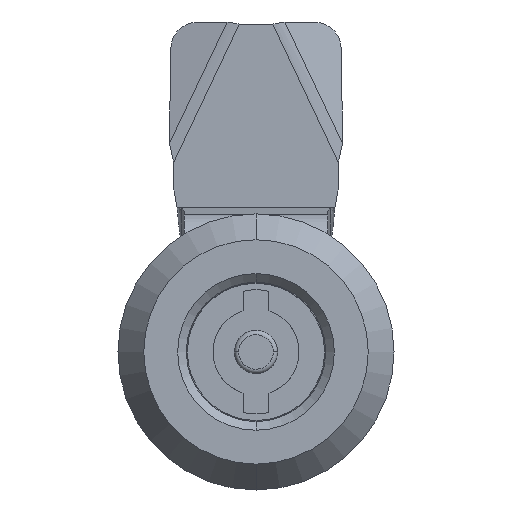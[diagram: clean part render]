
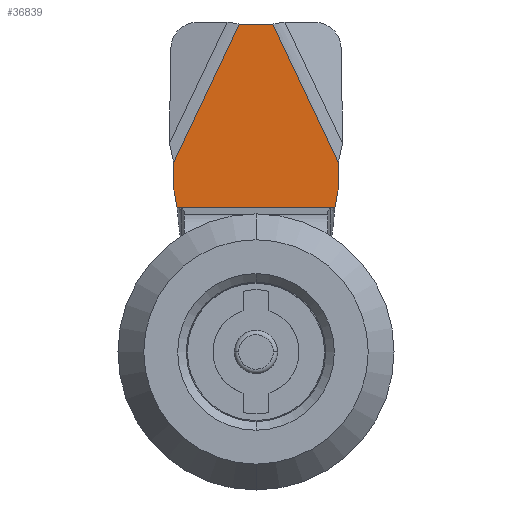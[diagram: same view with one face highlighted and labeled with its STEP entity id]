
A CAD part, front view. The second image highlights one B-rep face of the part: STEP entity #36839.
In plain terms, the highlighted planar face has unit normal (0, -1, 0).
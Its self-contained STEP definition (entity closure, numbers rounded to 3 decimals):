
#2191 = CARTESIAN_POINT ( 'NONE',  ( 16.277, 43., 18.81 ) ) ;
#2859 = CARTESIAN_POINT ( 'NONE',  ( 16.68, 43., 21.043 ) ) ;
#3203 = CARTESIAN_POINT ( 'NONE',  ( -0.37, 43., 9.693 ) ) ;
#4204 = EDGE_CURVE ( 'NONE', #45490, #55891, #59075, .T. ) ;
#4822 = EDGE_CURVE ( 'NONE', #42324, #74450, #74342, .T. ) ;
#5136 = VERTEX_POINT ( 'NONE', #20600 ) ;
#5455 = CARTESIAN_POINT ( 'NONE',  ( -9.188, 43., 9.794 ) ) ;
#7225 = VERTEX_POINT ( 'NONE', #20292 ) ;
#7503 = EDGE_CURVE ( 'NONE', #45490, #70071, #61853, .T. ) ;
#10817 = CARTESIAN_POINT ( 'NONE',  ( 14.63, 43., 9.693 ) ) ;
#11099 = VECTOR ( 'NONE', #53797, 1000. ) ;
#11753 = CARTESIAN_POINT ( 'NONE',  ( 5.18, 43., 40.043 ) ) ;
#16533 = LINE ( 'NONE', #64320, #45909 ) ;
#17495 = CARTESIAN_POINT ( 'NONE',  ( 9.08, 43., 40.043 ) ) ;
#17507 = DIRECTION ( 'NONE',  ( -0.429, 0., -0.903 ) ) ;
#17797 = DIRECTION ( 'NONE',  ( 0.429, 0., -0.903 ) ) ;
#20156 = ORIENTED_EDGE ( 'NONE', *, *, #4822, .F. ) ;
#20292 = CARTESIAN_POINT ( 'NONE',  ( 16.68, 43., 24.043 ) ) ;
#20498 = ORIENTED_EDGE ( 'NONE', *, *, #71324, .F. ) ;
#20600 = CARTESIAN_POINT ( 'NONE',  ( 16.68, 43., 21.043 ) ) ;
#20714 = DIRECTION ( 'NONE',  ( -0.178, 0., 0.984 ) ) ;
#24360 = ORIENTED_EDGE ( 'NONE', *, *, #25599, .F. ) ;
#24996 = EDGE_CURVE ( 'NONE', #32642, #42324, #16533, .T. ) ;
#25599 = EDGE_CURVE ( 'NONE', #74450, #55891, #30479, .T. ) ;
#26462 = ORIENTED_EDGE ( 'NONE', *, *, #24996, .F. ) ;
#26505 = DIRECTION ( 'NONE',  ( 1., 0., 0. ) ) ;
#29853 = AXIS2_PLACEMENT_3D ( 'NONE', #68734, #75347, #45809 ) ;
#30479 = LINE ( 'NONE', #54170, #11099 ) ;
#31074 = VECTOR ( 'NONE', #17797, 1000. ) ;
#32642 = VERTEX_POINT ( 'NONE', #2191 ) ;
#32984 = PLANE ( 'NONE',  #29853 ) ;
#34152 = FACE_OUTER_BOUND ( 'NONE', #42614, .T. ) ;
#34546 = DIRECTION ( 'NONE',  ( -0.178, 0., -0.984 ) ) ;
#36306 = ORIENTED_EDGE ( 'NONE', *, *, #72894, .F. ) ;
#36839 = ADVANCED_FACE ( 'NONE', ( #34152 ), #32984, .F. ) ;
#37448 = EDGE_CURVE ( 'NONE', #70071, #7225, #70660, .T. ) ;
#37593 = VECTOR ( 'NONE', #34546, 1000. ) ;
#37760 = CARTESIAN_POINT ( 'NONE',  ( -2.017, 43., 18.81 ) ) ;
#38631 = DIRECTION ( 'NONE',  ( 0., 0., -1. ) ) ;
#39958 = VECTOR ( 'NONE', #38631, 1000. ) ;
#40375 = LINE ( 'NONE', #10817, #37593 ) ;
#42243 = CARTESIAN_POINT ( 'NONE',  ( 23.448, 43., 9.794 ) ) ;
#42324 = VERTEX_POINT ( 'NONE', #37760 ) ;
#42614 = EDGE_LOOP ( 'NONE', ( #26462, #20498, #36306, #64105, #44331, #70697, #24360, #20156 ) ) ;
#44331 = ORIENTED_EDGE ( 'NONE', *, *, #7503, .F. ) ;
#45490 = VERTEX_POINT ( 'NONE', #11753 ) ;
#45809 = DIRECTION ( 'NONE',  ( 0., 0., 1. ) ) ;
#45909 = VECTOR ( 'NONE', #52284, 1000. ) ;
#52284 = DIRECTION ( 'NONE',  ( -1., 0., 0. ) ) ;
#53797 = DIRECTION ( 'NONE',  ( 0., 0., 1. ) ) ;
#54170 = CARTESIAN_POINT ( 'NONE',  ( -2.42, 43., 21.043 ) ) ;
#55891 = VERTEX_POINT ( 'NONE', #72026 ) ;
#56035 = CARTESIAN_POINT ( 'NONE',  ( -2.42, 43., 40.043 ) ) ;
#59075 = LINE ( 'NONE', #5455, #59414 ) ;
#59292 = VECTOR ( 'NONE', #26505, 1000. ) ;
#59414 = VECTOR ( 'NONE', #17507, 1000. ) ;
#61853 = LINE ( 'NONE', #56035, #59292 ) ;
#64105 = ORIENTED_EDGE ( 'NONE', *, *, #37448, .F. ) ;
#64320 = CARTESIAN_POINT ( 'NONE',  ( 7.13, 43., 18.81 ) ) ;
#64365 = VECTOR ( 'NONE', #20714, 1000. ) ;
#68734 = CARTESIAN_POINT ( 'NONE',  ( 7.13, 43., -2.567 ) ) ;
#70071 = VERTEX_POINT ( 'NONE', #17495 ) ;
#70660 = LINE ( 'NONE', #42243, #31074 ) ;
#70697 = ORIENTED_EDGE ( 'NONE', *, *, #4204, .T. ) ;
#71324 = EDGE_CURVE ( 'NONE', #5136, #32642, #40375, .T. ) ;
#72026 = CARTESIAN_POINT ( 'NONE',  ( -2.42, 43., 24.043 ) ) ;
#72467 = CARTESIAN_POINT ( 'NONE',  ( -2.42, 43., 21.043 ) ) ;
#72894 = EDGE_CURVE ( 'NONE', #7225, #5136, #75552, .T. ) ;
#74342 = LINE ( 'NONE', #3203, #64365 ) ;
#74450 = VERTEX_POINT ( 'NONE', #72467 ) ;
#75347 = DIRECTION ( 'NONE',  ( 0., 1., 0. ) ) ;
#75552 = LINE ( 'NONE', #2859, #39958 ) ;
